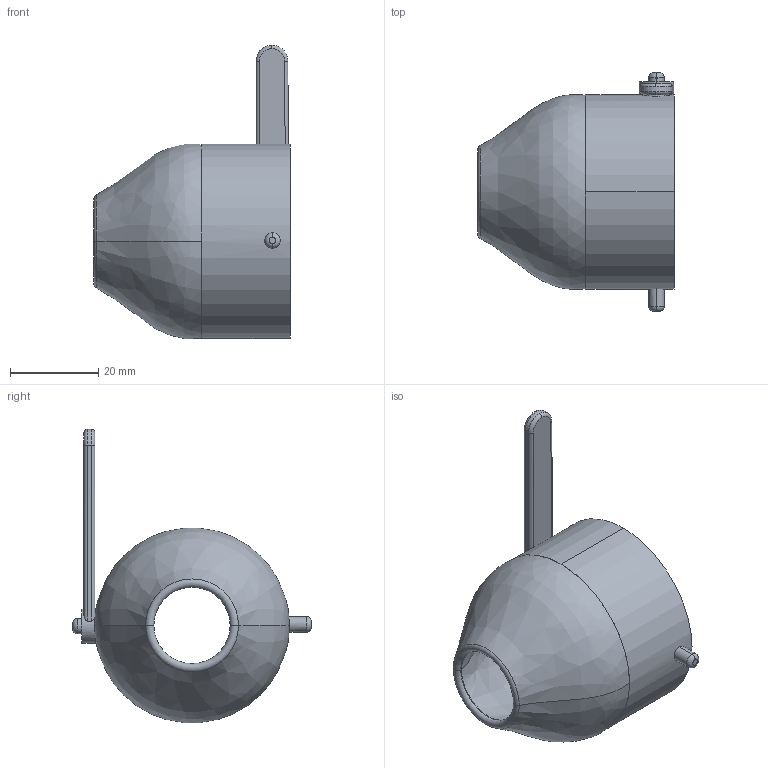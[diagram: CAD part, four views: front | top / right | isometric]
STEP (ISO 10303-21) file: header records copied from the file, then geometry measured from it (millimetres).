
FILE_DESCRIPTION (( 'STEP AP214' ), '1' );
FILE_NAME ('Turbine Steering.STEP', '2021-06-06T09:35:29', ( '' ), ( '' ), 'SwSTEP 2.0', 'SolidWorks 2019', '' );
FILE_SCHEMA (( 'AUTOMOTIVE_DESIGN' ));
Length unit declared in the file: millimetre
Products named in the file (1): Turbine Steering
Bounding box: 44.47 x 54 x 66.49 mm (x, y, z)
Volume: 16393.8 mm3; surface area: 12191 mm2
Topology: 1 solids, 1 shells, 72 faces, 164 edges, 100 vertices
Faces by surface type: cylinder 28, torus 24, plane 13, bspline 7
Entity records: 2653 total; most frequent: CARTESIAN_POINT 991, DIRECTION 365, ORIENTED_EDGE 328, EDGE_CURVE 164, AXIS2_PLACEMENT_3D 164, VERTEX_POINT 100, CIRCLE 98, EDGE_LOOP 82
